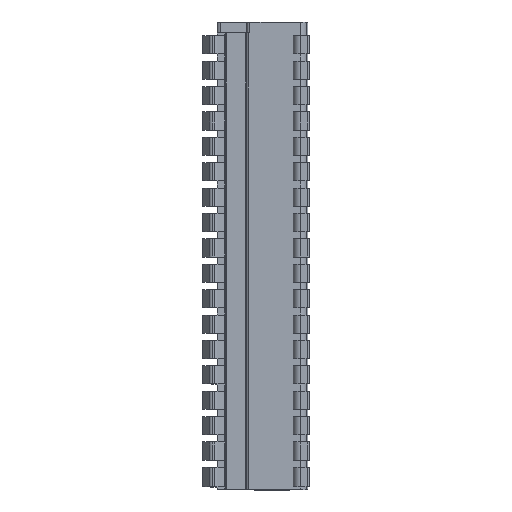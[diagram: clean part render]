
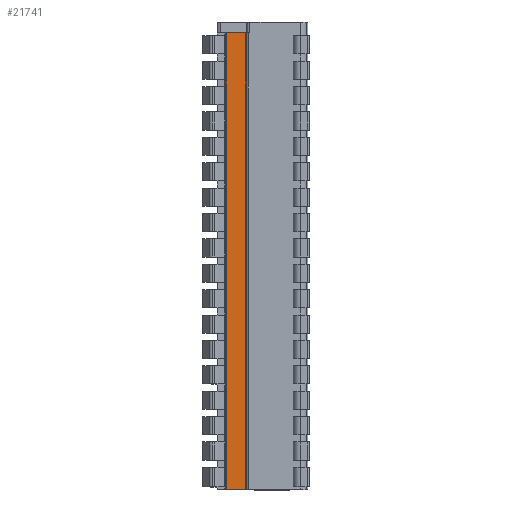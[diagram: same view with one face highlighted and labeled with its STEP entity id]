
A CAD part, top view. The second image highlights one B-rep face of the part: STEP entity #21741.
In plain terms, the highlighted planar face has unit normal (0, 0, 1).
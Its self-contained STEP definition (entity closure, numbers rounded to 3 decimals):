
#36=DIRECTION('',(1.,0.,0.));
#37=VECTOR('',#36,2.7);
#38=CARTESIAN_POINT('',(-4.12,0.,2.73));
#39=LINE('',#38,#37);
#2166=DIRECTION('',(1.,0.,0.));
#2167=VECTOR('',#2166,2.7);
#2168=CARTESIAN_POINT('',(-4.12,-63.,2.73));
#2169=LINE('',#2168,#2167);
#7370=DIRECTION('',(0.,-1.,0.));
#7371=VECTOR('',#7370,63.);
#7372=CARTESIAN_POINT('',(-4.12,0.,2.73));
#7373=LINE('',#7372,#7371);
#7374=DIRECTION('',(0.,-1.,0.));
#7375=VECTOR('',#7374,63.);
#7376=CARTESIAN_POINT('',(-1.42,0.,2.73));
#7377=LINE('',#7376,#7375);
#9801=CARTESIAN_POINT('',(-4.12,0.,2.73));
#9802=VERTEX_POINT('',#9801);
#9803=CARTESIAN_POINT('',(-1.42,0.,2.73));
#9804=VERTEX_POINT('',#9803);
#9839=CARTESIAN_POINT('',(-4.12,-63.,2.73));
#9840=VERTEX_POINT('',#9839);
#9841=CARTESIAN_POINT('',(-1.42,-63.,2.73));
#9842=VERTEX_POINT('',#9841);
#21729=CARTESIAN_POINT('',(-4.12,0.,2.73));
#21730=DIRECTION('',(0.,0.,1.));
#21731=DIRECTION('',(1.,0.,0.));
#21732=AXIS2_PLACEMENT_3D('',#21729,#21730,#21731);
#21733=PLANE('',#21732);
#21734=ORIENTED_EDGE('',*,*,#12690,.T.);
#21736=ORIENTED_EDGE('',*,*,#21735,.T.);
#21737=ORIENTED_EDGE('',*,*,#14335,.F.);
#21738=ORIENTED_EDGE('',*,*,#21722,.F.);
#21739=EDGE_LOOP('',(#21734,#21736,#21737,#21738));
#21740=FACE_OUTER_BOUND('',#21739,.F.);
#21741=ADVANCED_FACE('',(#21740),#21733,.T.);
#12690=EDGE_CURVE('',#9802,#9804,#39,.T.);
#14335=EDGE_CURVE('',#9840,#9842,#2169,.T.);
#21722=EDGE_CURVE('',#9802,#9840,#7373,.T.);
#21735=EDGE_CURVE('',#9804,#9842,#7377,.T.);
